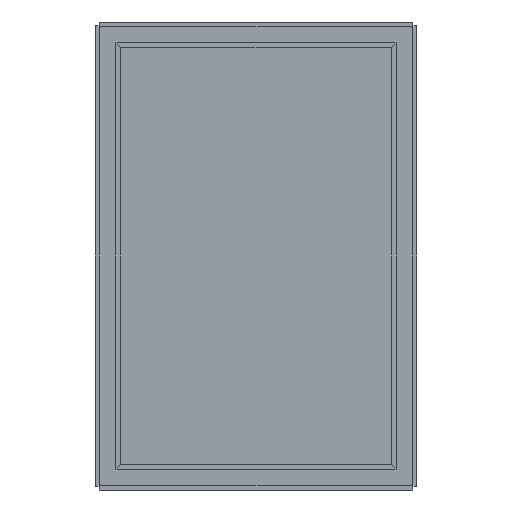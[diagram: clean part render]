
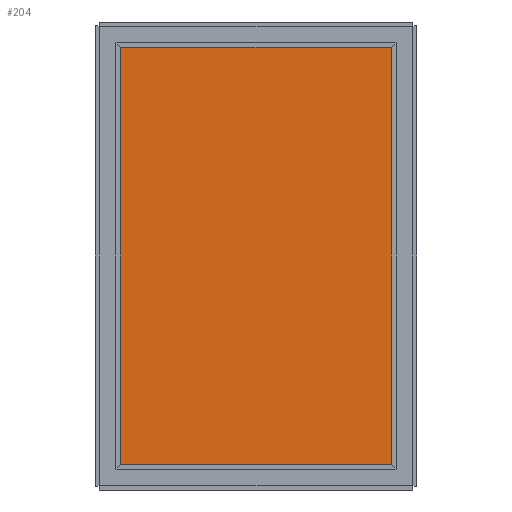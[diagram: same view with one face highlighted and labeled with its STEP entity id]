
A CAD part, front view. The second image highlights one B-rep face of the part: STEP entity #204.
In plain terms, the highlighted planar face has unit normal (0, -1, 0).
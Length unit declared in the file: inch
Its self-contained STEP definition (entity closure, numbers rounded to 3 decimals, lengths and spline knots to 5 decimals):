
#204 = ADVANCED_FACE ( 'NONE', ( #18623 ), #9555, .F. ) ;
#1135 = VECTOR ( 'NONE', #10198, 39.37008 ) ;
#1400 = ORIENTED_EDGE ( 'NONE', *, *, #14859, .F. ) ;
#2658 = VERTEX_POINT ( 'NONE', #16978 ) ;
#3439 = LINE ( 'NONE', #22720, #15793 ) ;
#5233 = ORIENTED_EDGE ( 'NONE', *, *, #8809, .F. ) ;
#6431 = LINE ( 'NONE', #21562, #1135 ) ;
#7386 = CARTESIAN_POINT ( 'NONE',  ( 9.9375, 0.325, -14.9375 ) ) ;
#7832 = CARTESIAN_POINT ( 'NONE',  ( 9.9375, 0.325, -14.9375 ) ) ;
#8809 = EDGE_CURVE ( 'NONE', #17388, #20253, #18283, .T. ) ;
#8956 = CARTESIAN_POINT ( 'NONE',  ( -9.9375, 0.325, 14.9375 ) ) ;
#9506 = VECTOR ( 'NONE', #12987, 39.37008 ) ;
#9555 = PLANE ( 'NONE',  #12430 ) ;
#10198 = DIRECTION ( 'NONE',  ( 0., 0., 1. ) ) ;
#11684 = EDGE_CURVE ( 'NONE', #16553, #2658, #11856, .T. ) ;
#11856 = LINE ( 'NONE', #22877, #14546 ) ;
#12430 = AXIS2_PLACEMENT_3D ( 'NONE', #7386, #18737, #13074 ) ;
#12533 = CARTESIAN_POINT ( 'NONE',  ( -9.9375, 0.325, -14.9375 ) ) ;
#12987 = DIRECTION ( 'NONE',  ( -1., 0., 0. ) ) ;
#13074 = DIRECTION ( 'NONE',  ( 0., 0., -1. ) ) ;
#13432 = DIRECTION ( 'NONE',  ( 1., 0., 0. ) ) ;
#14546 = VECTOR ( 'NONE', #13432, 39.37008 ) ;
#14859 = EDGE_CURVE ( 'NONE', #20253, #16553, #6431, .T. ) ;
#15198 = DIRECTION ( 'NONE',  ( 0., 0., -1. ) ) ;
#15793 = VECTOR ( 'NONE', #15198, 39.37008 ) ;
#16553 = VERTEX_POINT ( 'NONE', #8956 ) ;
#16978 = CARTESIAN_POINT ( 'NONE',  ( 9.9375, 0.325, 14.9375 ) ) ;
#17117 = EDGE_LOOP ( 'NONE', ( #21816, #1400, #5233, #21152 ) ) ;
#17384 = EDGE_CURVE ( 'NONE', #2658, #17388, #3439, .T. ) ;
#17388 = VERTEX_POINT ( 'NONE', #7832 ) ;
#18165 = CARTESIAN_POINT ( 'NONE',  ( 9.9375, 0.325, -14.9375 ) ) ;
#18283 = LINE ( 'NONE', #18165, #9506 ) ;
#18623 = FACE_OUTER_BOUND ( 'NONE', #17117, .T. ) ;
#18737 = DIRECTION ( 'NONE',  ( 0., 1., 0. ) ) ;
#20253 = VERTEX_POINT ( 'NONE', #12533 ) ;
#21152 = ORIENTED_EDGE ( 'NONE', *, *, #17384, .F. ) ;
#21562 = CARTESIAN_POINT ( 'NONE',  ( -9.9375, 0.325, -14.9375 ) ) ;
#21816 = ORIENTED_EDGE ( 'NONE', *, *, #11684, .F. ) ;
#22720 = CARTESIAN_POINT ( 'NONE',  ( 9.9375, 0.325, 14.9375 ) ) ;
#22877 = CARTESIAN_POINT ( 'NONE',  ( -9.9375, 0.325, 14.9375 ) ) ;
